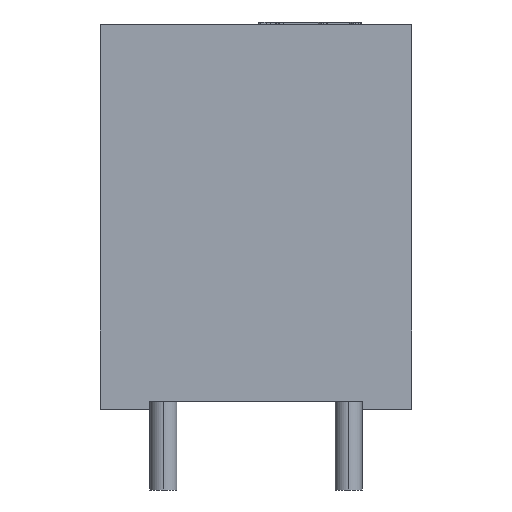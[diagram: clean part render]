
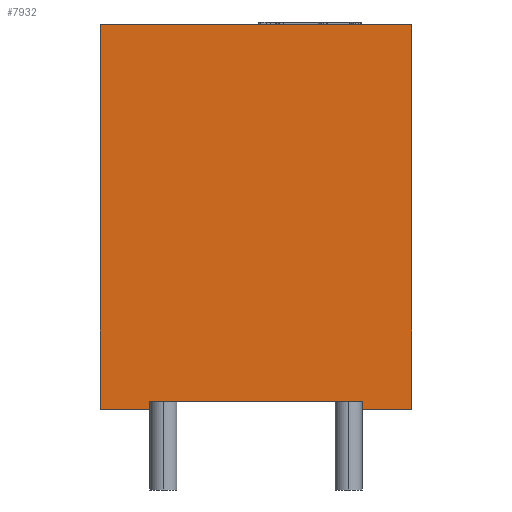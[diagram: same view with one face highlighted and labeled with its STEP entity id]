
A CAD part, left-side view. The second image highlights one B-rep face of the part: STEP entity #7932.
In plain terms, the highlighted planar face has unit normal (-1, 0, 0).
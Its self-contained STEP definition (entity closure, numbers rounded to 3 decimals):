
#19 = VERTEX_POINT ( 'NONE', #15530 ) ;
#466 = CARTESIAN_POINT ( 'NONE',  ( -14.5, 6.35, 15.7 ) ) ;
#767 = ORIENTED_EDGE ( 'NONE', *, *, #11397, .F. ) ;
#776 = VECTOR ( 'NONE', #15077, 1000. ) ;
#799 = CARTESIAN_POINT ( 'NONE',  ( -14.5, -6.35, 15.7 ) ) ;
#818 = AXIS2_PLACEMENT_3D ( 'NONE', #14503, #5522, #5272 ) ;
#935 = ORIENTED_EDGE ( 'NONE', *, *, #6992, .F. ) ;
#1442 = ORIENTED_EDGE ( 'NONE', *, *, #9968, .F. ) ;
#1650 = CARTESIAN_POINT ( 'NONE',  ( -14.5, 6.35, 15.7 ) ) ;
#1767 = EDGE_CURVE ( 'NONE', #14097, #10882, #12474, .T. ) ;
#1985 = EDGE_LOOP ( 'NONE', ( #10782, #10529, #767, #14270, #5326, #11847, #935, #1442 ) ) ;
#2128 = CARTESIAN_POINT ( 'NONE',  ( -14.5, 6.35, 0. ) ) ;
#2338 = CARTESIAN_POINT ( 'NONE',  ( -14.5, -4.35, 15.7 ) ) ;
#2698 = VERTEX_POINT ( 'NONE', #799 ) ;
#2735 = VECTOR ( 'NONE', #15775, 1000. ) ;
#2939 = EDGE_CURVE ( 'NONE', #2698, #3309, #6270, .T. ) ;
#3004 = DIRECTION ( 'NONE',  ( 0., 0., -1. ) ) ;
#3033 = CARTESIAN_POINT ( 'NONE',  ( -14.5, 0., 15.7 ) ) ;
#3309 = VERTEX_POINT ( 'NONE', #5028 ) ;
#4233 = VECTOR ( 'NONE', #6368, 1000. ) ;
#4918 = PLANE ( 'NONE',  #818 ) ;
#5028 = CARTESIAN_POINT ( 'NONE',  ( -14.5, -6.35, 0. ) ) ;
#5123 = LINE ( 'NONE', #10442, #15615 ) ;
#5272 = DIRECTION ( 'NONE',  ( 0., 0., -1. ) ) ;
#5326 = ORIENTED_EDGE ( 'NONE', *, *, #5642, .F. ) ;
#5522 = DIRECTION ( 'NONE',  ( 1., 0., 0. ) ) ;
#5592 = VECTOR ( 'NONE', #3004, 1000. ) ;
#5642 = EDGE_CURVE ( 'NONE', #14097, #2698, #13673, .T. ) ;
#6255 = CARTESIAN_POINT ( 'NONE',  ( -14.5, -4.35, 0. ) ) ;
#6270 = LINE ( 'NONE', #16897, #2735 ) ;
#6368 = DIRECTION ( 'NONE',  ( 0., 0., 1. ) ) ;
#6992 = EDGE_CURVE ( 'NONE', #16414, #10882, #7119, .T. ) ;
#7051 = CARTESIAN_POINT ( 'NONE',  ( -14.5, 4.35, 15.7 ) ) ;
#7119 = LINE ( 'NONE', #16429, #8920 ) ;
#7554 = CARTESIAN_POINT ( 'NONE',  ( -14.5, 4.35, 0. ) ) ;
#7852 = DIRECTION ( 'NONE',  ( 0., 1., 0. ) ) ;
#7932 = ADVANCED_FACE ( 'NONE', ( #11558 ), #4918, .F. ) ;
#8680 = EDGE_CURVE ( 'NONE', #16250, #19, #5123, .T. ) ;
#8920 = VECTOR ( 'NONE', #16172, 1000. ) ;
#8986 = VECTOR ( 'NONE', #10584, 1000. ) ;
#9659 = LINE ( 'NONE', #7051, #5592 ) ;
#9968 = EDGE_CURVE ( 'NONE', #19, #16414, #9659, .T. ) ;
#10442 = CARTESIAN_POINT ( 'NONE',  ( -14.5, -6.35, 0.3 ) ) ;
#10529 = ORIENTED_EDGE ( 'NONE', *, *, #13501, .F. ) ;
#10584 = DIRECTION ( 'NONE',  ( 0., 1., 0. ) ) ;
#10782 = ORIENTED_EDGE ( 'NONE', *, *, #8680, .F. ) ;
#10882 = VERTEX_POINT ( 'NONE', #2128 ) ;
#11397 = EDGE_CURVE ( 'NONE', #3309, #13915, #15988, .T. ) ;
#11558 = FACE_OUTER_BOUND ( 'NONE', #1985, .T. ) ;
#11847 = ORIENTED_EDGE ( 'NONE', *, *, #1767, .T. ) ;
#12471 = VECTOR ( 'NONE', #16317, 1000. ) ;
#12474 = LINE ( 'NONE', #1650, #12471 ) ;
#13026 = CARTESIAN_POINT ( 'NONE',  ( -14.5, -4.35, 0.3 ) ) ;
#13501 = EDGE_CURVE ( 'NONE', #13915, #16250, #16829, .T. ) ;
#13673 = LINE ( 'NONE', #3033, #776 ) ;
#13915 = VERTEX_POINT ( 'NONE', #6255 ) ;
#14097 = VERTEX_POINT ( 'NONE', #466 ) ;
#14270 = ORIENTED_EDGE ( 'NONE', *, *, #2939, .F. ) ;
#14503 = CARTESIAN_POINT ( 'NONE',  ( -14.5, -6.35, 15.7 ) ) ;
#15077 = DIRECTION ( 'NONE',  ( 0., -1., 0. ) ) ;
#15530 = CARTESIAN_POINT ( 'NONE',  ( -14.5, 4.35, 0.3 ) ) ;
#15615 = VECTOR ( 'NONE', #7852, 1000. ) ;
#15775 = DIRECTION ( 'NONE',  ( 0., 0., -1. ) ) ;
#15903 = CARTESIAN_POINT ( 'NONE',  ( -14.5, -6.35, 0. ) ) ;
#15988 = LINE ( 'NONE', #15903, #8986 ) ;
#16172 = DIRECTION ( 'NONE',  ( 0., 1., 0. ) ) ;
#16250 = VERTEX_POINT ( 'NONE', #13026 ) ;
#16317 = DIRECTION ( 'NONE',  ( 0., 0., -1. ) ) ;
#16414 = VERTEX_POINT ( 'NONE', #7554 ) ;
#16429 = CARTESIAN_POINT ( 'NONE',  ( -14.5, 0., 0. ) ) ;
#16829 = LINE ( 'NONE', #2338, #4233 ) ;
#16897 = CARTESIAN_POINT ( 'NONE',  ( -14.5, -6.35, 15.7 ) ) ;
